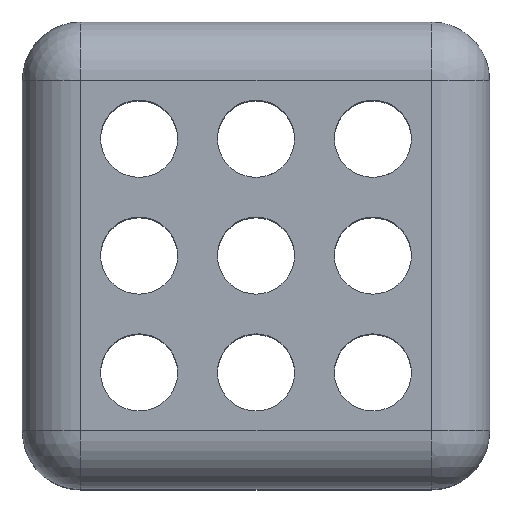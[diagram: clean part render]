
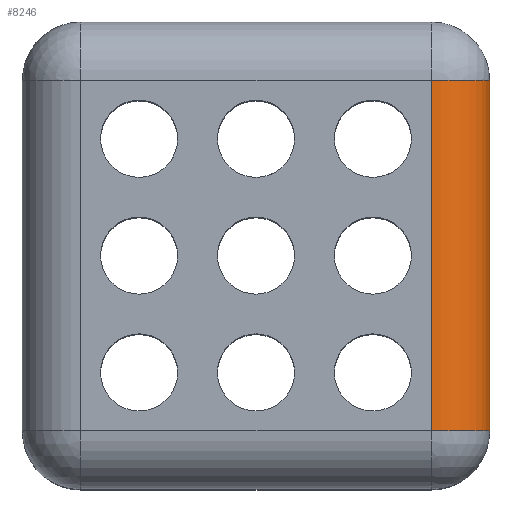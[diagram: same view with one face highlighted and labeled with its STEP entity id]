
A CAD part, top view. The second image highlights one B-rep face of the part: STEP entity #8246.
In plain terms, the highlighted cylindrical face has radius 2.5 mm (diameter 5 mm), a partial arc.
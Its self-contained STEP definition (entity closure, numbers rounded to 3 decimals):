
#526 = CARTESIAN_POINT ( 'NONE',  ( 7.5, -7.5, 10. ) ) ;
#767 = AXIS2_PLACEMENT_3D ( 'NONE', #6318, #1672, #8266 ) ;
#1106 = EDGE_CURVE ( 'NONE', #8597, #4283, #9700, .T. ) ;
#1464 = DIRECTION ( 'NONE',  ( 0., 0., -1. ) ) ;
#1672 = DIRECTION ( 'NONE',  ( 0., 1., 0. ) ) ;
#1732 = EDGE_CURVE ( 'NONE', #8597, #5998, #7964, .T. ) ;
#2195 = CARTESIAN_POINT ( 'NONE',  ( 10., -10., 7.5 ) ) ;
#3123 = DIRECTION ( 'NONE',  ( 0., -1., 0. ) ) ;
#3347 = CARTESIAN_POINT ( 'NONE',  ( 10., -7.5, 7.5 ) ) ;
#3505 = CARTESIAN_POINT ( 'NONE',  ( 7.5, -7.5, 7.5 ) ) ;
#3545 = LINE ( 'NONE', #11226, #5124 ) ;
#3574 = VERTEX_POINT ( 'NONE', #526 ) ;
#4283 = VERTEX_POINT ( 'NONE', #3347 ) ;
#4455 = CYLINDRICAL_SURFACE ( 'NONE', #767, 2.5 ) ;
#4614 = CARTESIAN_POINT ( 'NONE',  ( 10., 7.5, 7.5 ) ) ;
#4970 = EDGE_CURVE ( 'NONE', #4283, #3574, #5062, .T. ) ;
#5062 = CIRCLE ( 'NONE', #8221, 2.5 ) ;
#5124 = VECTOR ( 'NONE', #5569, 1000. ) ;
#5290 = ORIENTED_EDGE ( 'NONE', *, *, #1106, .F. ) ;
#5322 = FACE_OUTER_BOUND ( 'NONE', #8983, .T. ) ;
#5547 = ORIENTED_EDGE ( 'NONE', *, *, #4970, .F. ) ;
#5569 = DIRECTION ( 'NONE',  ( 0., 1., 0. ) ) ;
#5998 = VERTEX_POINT ( 'NONE', #7630 ) ;
#6318 = CARTESIAN_POINT ( 'NONE',  ( 7.5, 0., 7.5 ) ) ;
#6653 = ORIENTED_EDGE ( 'NONE', *, *, #1732, .T. ) ;
#6998 = VECTOR ( 'NONE', #9956, 1000. ) ;
#7292 = DIRECTION ( 'NONE',  ( 0., -1., 0. ) ) ;
#7555 = AXIS2_PLACEMENT_3D ( 'NONE', #8978, #3123, #9773 ) ;
#7630 = CARTESIAN_POINT ( 'NONE',  ( 7.5, 7.5, 10. ) ) ;
#7737 = ORIENTED_EDGE ( 'NONE', *, *, #7867, .F. ) ;
#7867 = EDGE_CURVE ( 'NONE', #3574, #5998, #3545, .T. ) ;
#7964 = CIRCLE ( 'NONE', #7555, 2.5 ) ;
#8221 = AXIS2_PLACEMENT_3D ( 'NONE', #3505, #7292, #1464 ) ;
#8246 = ADVANCED_FACE ( 'NONE', ( #5322 ), #4455, .T. ) ;
#8266 = DIRECTION ( 'NONE',  ( 0., 0., 1. ) ) ;
#8597 = VERTEX_POINT ( 'NONE', #4614 ) ;
#8978 = CARTESIAN_POINT ( 'NONE',  ( 7.5, 7.5, 7.5 ) ) ;
#8983 = EDGE_LOOP ( 'NONE', ( #6653, #7737, #5547, #5290 ) ) ;
#9700 = LINE ( 'NONE', #2195, #6998 ) ;
#9773 = DIRECTION ( 'NONE',  ( -1., 0., 0. ) ) ;
#9956 = DIRECTION ( 'NONE',  ( 0., -1., 0. ) ) ;
#11226 = CARTESIAN_POINT ( 'NONE',  ( 7.5, 10., 10. ) ) ;
